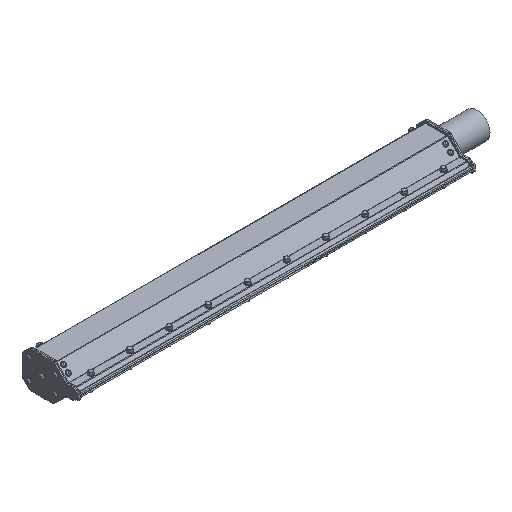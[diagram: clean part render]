
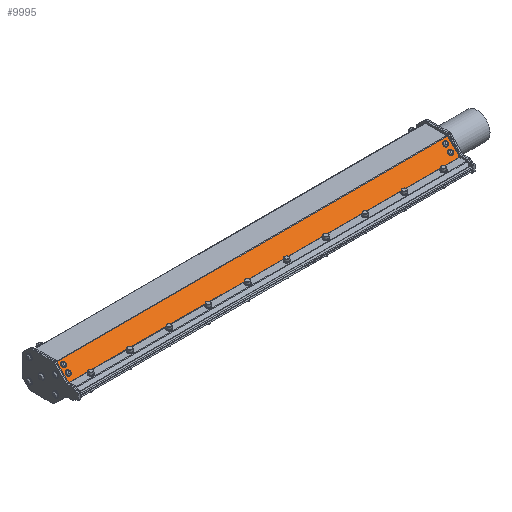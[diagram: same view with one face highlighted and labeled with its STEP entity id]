
A CAD part, isometric view. The second image highlights one B-rep face of the part: STEP entity #9995.
In plain terms, the highlighted planar face has unit normal (0, -0.707, 0.707).
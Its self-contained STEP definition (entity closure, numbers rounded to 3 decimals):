
#705=FACE_BOUND('',#4410,.T.);
#706=FACE_BOUND('',#4411,.T.);
#707=FACE_BOUND('',#4412,.T.);
#708=FACE_BOUND('',#4413,.T.);
#1035=LINE('',#40956,#1405);
#1181=LINE('',#45849,#1551);
#1366=LINE('',#46423,#1736);
#1368=LINE('',#46426,#1738);
#1405=VECTOR('',#11440,0.394);
#1551=VECTOR('',#13440,0.394);
#1736=VECTOR('',#14067,0.394);
#1738=VECTOR('',#14071,0.394);
#2017=PLANE('',#11253);
#2424=CIRCLE('',#10840,0.177);
#2429=CIRCLE('',#10850,0.177);
#2444=CIRCLE('',#10880,0.177);
#2472=CIRCLE('',#10935,0.177);
#3469=FACE_OUTER_BOUND('',#4409,.T.);
#4409=EDGE_LOOP('',(#9153,#9154,#9155,#9156));
#4410=EDGE_LOOP('',(#9157));
#4411=EDGE_LOOP('',(#9158));
#4412=EDGE_LOOP('',(#9159));
#4413=EDGE_LOOP('',(#9160));
#4658=VERTEX_POINT('',#40953);
#4659=VERTEX_POINT('',#40955);
#5153=VERTEX_POINT('',#45398);
#5158=VERTEX_POINT('',#45413);
#5173=VERTEX_POINT('',#45458);
#5201=VERTEX_POINT('',#45541);
#5298=VERTEX_POINT('',#45846);
#5299=VERTEX_POINT('',#45848);
#5601=EDGE_CURVE('',#4658,#4659,#1035,.T.);
#6274=EDGE_CURVE('',#5153,#5153,#2424,.T.);
#6279=EDGE_CURVE('',#5158,#5158,#2429,.T.);
#6294=EDGE_CURVE('',#5173,#5173,#2444,.T.);
#6322=EDGE_CURVE('',#5201,#5201,#2472,.T.);
#6443=EDGE_CURVE('',#5299,#5298,#1181,.T.);
#6727=EDGE_CURVE('',#5299,#4658,#1366,.T.);
#6729=EDGE_CURVE('',#4659,#5298,#1368,.T.);
#9153=ORIENTED_EDGE('',*,*,#6727,.F.);
#9154=ORIENTED_EDGE('',*,*,#6443,.T.);
#9155=ORIENTED_EDGE('',*,*,#6729,.F.);
#9156=ORIENTED_EDGE('',*,*,#5601,.F.);
#9157=ORIENTED_EDGE('',*,*,#6274,.T.);
#9158=ORIENTED_EDGE('',*,*,#6279,.T.);
#9159=ORIENTED_EDGE('',*,*,#6294,.T.);
#9160=ORIENTED_EDGE('',*,*,#6322,.T.);
#9995=ADVANCED_FACE('',(#3469,#705,#706,#707,#708),#2017,.T.);
#10840=AXIS2_PLACEMENT_3D('',#45399,#13016,#13017);
#10850=AXIS2_PLACEMENT_3D('',#45414,#13036,#13037);
#10880=AXIS2_PLACEMENT_3D('',#45459,#13096,#13097);
#10935=AXIS2_PLACEMENT_3D('',#45542,#13206,#13207);
#11253=AXIS2_PLACEMENT_3D('',#46425,#14069,#14070);
#11440=DIRECTION('',(0.,0.707,0.707));
#13016=DIRECTION('center_axis',(0.,0.707,
-0.707));
#13017=DIRECTION('ref_axis',(1.,-0.01,-0.01));
#13036=DIRECTION('center_axis',(0.,0.707,
-0.707));
#13037=DIRECTION('ref_axis',(1.,-0.009,-0.009));
#13096=DIRECTION('center_axis',(0.,0.707,
-0.707));
#13097=DIRECTION('ref_axis',(1.,-0.01,-0.01));
#13206=DIRECTION('center_axis',(0.,0.707,
-0.707));
#13207=DIRECTION('ref_axis',(1.,-0.01,-0.01));
#13440=DIRECTION('',(0.,0.707,0.707));
#14067=DIRECTION('',(-1.,0.,0.));
#14069=DIRECTION('center_axis',(0.,-0.707,
0.707));
#14070=DIRECTION('ref_axis',(0.,0.707,0.707));
#14071=DIRECTION('',(1.,0.,0.));
#40953=CARTESIAN_POINT('',(-25.249,-1.761,0.31));
#40955=CARTESIAN_POINT('',(-25.249,-0.838,1.234));
#40956=CARTESIAN_POINT('',(-25.249,-1.77,0.302));
#45398=CARTESIAN_POINT('',(-24.697,-1.056,1.016));
#45399=CARTESIAN_POINT('Origin',(-24.874,-1.054,1.018));
#45413=CARTESIAN_POINT('',(4.553,-1.432,0.64));
#45414=CARTESIAN_POINT('Origin',(4.376,-1.43,0.642));
#45458=CARTESIAN_POINT('',(-24.697,-1.432,0.64));
#45459=CARTESIAN_POINT('Origin',(-24.874,-1.43,0.642));
#45541=CARTESIAN_POINT('',(4.553,-1.056,1.016));
#45542=CARTESIAN_POINT('Origin',(4.376,-1.054,1.018));
#45846=CARTESIAN_POINT('',(4.751,-0.838,1.234));
#45848=CARTESIAN_POINT('',(4.751,-1.761,0.31));
#45849=CARTESIAN_POINT('',(4.751,-1.77,0.302));
#46423=CARTESIAN_POINT('',(4.751,-1.761,0.31));
#46425=CARTESIAN_POINT('Origin',(4.751,-1.77,0.302));
#46426=CARTESIAN_POINT('',(4.751,-0.838,1.234));
